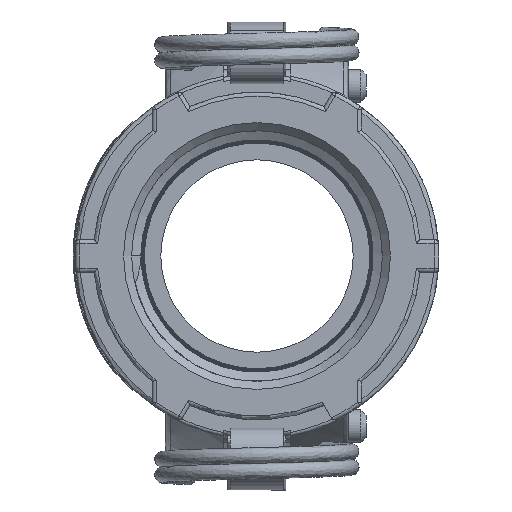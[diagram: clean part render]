
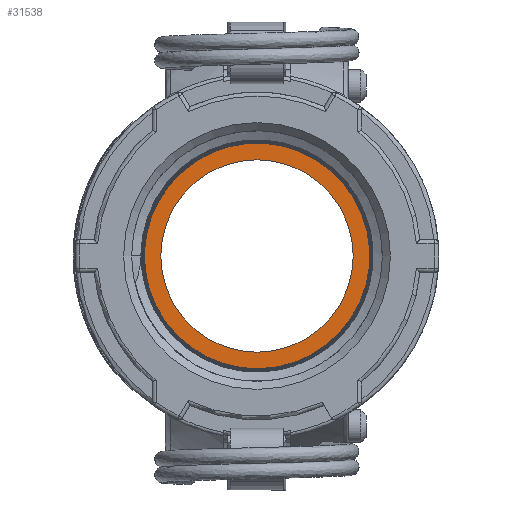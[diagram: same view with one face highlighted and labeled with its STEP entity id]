
A CAD part, left-side view. The second image highlights one B-rep face of the part: STEP entity #31538.
In plain terms, the highlighted planar face has unit normal (-1, 0, 0).
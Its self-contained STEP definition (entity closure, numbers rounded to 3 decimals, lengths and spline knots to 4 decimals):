
#6475=PLANE('',#33484);
#7327=FACE_BOUND('',#11172,.T.);
#7592=B_SPLINE_CURVE_WITH_KNOTS('',3,(#44197,#44198,#44199,#44200,#44201,
#44202,#44203,#44204,#44205,#44206,#44207,#44208,#44209,#44210,#44211,#44212,
#44213,#44214,#44215),.UNSPECIFIED.,.F.,.F.,(4,3,3,3,3,3,4),(0.,1.0795,
2.1744,3.2842,4.4083,5.5476,6.0688),
 .UNSPECIFIED.);
#7594=B_SPLINE_CURVE_WITH_KNOTS('',3,(#44349,#44350,#44351,#44352,#44353,
#44354,#44355,#44356,#44357,#44358,#44359,#44360,#44361,#44362,#44363,#44364,
#44365,#44366,#44367),.UNSPECIFIED.,.F.,.F.,(4,3,3,3,3,3,4),(0.2643,
1.4177,2.5563,3.6797,4.7892,5.8834,
6.582),.UNSPECIFIED.);
#7595=B_SPLINE_CURVE_WITH_KNOTS('',3,(#44368,#44369,#44370,#44371),
 .UNSPECIFIED.,.F.,.F.,(4,4),(0.,0.9348),.UNSPECIFIED.);
#9349=FACE_OUTER_BOUND('',#11171,.T.);
#11171=EDGE_LOOP('',(#22158,#22159,#22160,#22161));
#11172=EDGE_LOOP('',(#22162));
#13192=CIRCLE('',#33481,0.9146);
#13194=CIRCLE('',#33485,0.725);
#13898=VERTEX_POINT('',#42867);
#13899=VERTEX_POINT('',#43241);
#13901=VERTEX_POINT('',#44196);
#13902=VERTEX_POINT('',#44348);
#13903=VERTEX_POINT('',#44372);
#17172=EDGE_CURVE('',#13899,#13898,#13192,.T.);
#17177=EDGE_CURVE('',#13901,#13899,#7592,.T.);
#17179=EDGE_CURVE('',#13898,#13902,#7594,.T.);
#17180=EDGE_CURVE('',#13902,#13901,#7595,.T.);
#17181=EDGE_CURVE('',#13903,#13903,#13194,.T.);
#22158=ORIENTED_EDGE('',*,*,#17172,.T.);
#22159=ORIENTED_EDGE('',*,*,#17179,.T.);
#22160=ORIENTED_EDGE('',*,*,#17180,.T.);
#22161=ORIENTED_EDGE('',*,*,#17177,.T.);
#22162=ORIENTED_EDGE('',*,*,#17181,.T.);
#31538=ADVANCED_FACE('',(#9349,#7327),#6475,.T.);
#33481=AXIS2_PLACEMENT_3D('',#43242,#35866,#35867);
#33484=AXIS2_PLACEMENT_3D('',#44347,#35873,#35874);
#33485=AXIS2_PLACEMENT_3D('',#44373,#35875,#35876);
#35866=DIRECTION('center_axis',(-1.,0.,0.));
#35867=DIRECTION('ref_axis',(0.,1.,0.));
#35873=DIRECTION('center_axis',(-1.,0.,0.));
#35874=DIRECTION('ref_axis',(0.,0.,1.));
#35875=DIRECTION('center_axis',(1.,0.,0.));
#35876=DIRECTION('ref_axis',(0.,1.,0.));
#42867=CARTESIAN_POINT('',(0.17,-0.6893,-0.6011));
#43241=CARTESIAN_POINT('',(0.17,-0.4521,-0.795));
#43242=CARTESIAN_POINT('Origin',(0.17,0.,
0.));
#44196=CARTESIAN_POINT('',(0.17,0.6929,0.4899));
#44197=CARTESIAN_POINT('Ctrl Pts',(0.17,0.6929,
0.4899));
#44198=CARTESIAN_POINT('Ctrl Pts',(0.17,0.778,
0.3766));
#44199=CARTESIAN_POINT('Ctrl Pts',(0.17,0.8338,
0.2424));
#44200=CARTESIAN_POINT('Ctrl Pts',(0.17,0.8546,
0.1028));
#44201=CARTESIAN_POINT('Ctrl Pts',(0.17,0.8757,
-0.0387));
#44202=CARTESIAN_POINT('Ctrl Pts',(0.17,0.8607,-0.186));
#44203=CARTESIAN_POINT('Ctrl Pts',(0.17,0.8119,
-0.3205));
#44204=CARTESIAN_POINT('Ctrl Pts',(0.17,0.7625,
-0.4568));
#44205=CARTESIAN_POINT('Ctrl Pts',(0.17,0.6782,
-0.5808));
#44206=CARTESIAN_POINT('Ctrl Pts',(0.17,0.5696,
-0.6773));
#44207=CARTESIAN_POINT('Ctrl Pts',(0.17,0.4596,
-0.7751));
#44208=CARTESIAN_POINT('Ctrl Pts',(0.17,0.3248,
-0.8448));
#44209=CARTESIAN_POINT('Ctrl Pts',(0.17,0.1813,-0.8786));
#44210=CARTESIAN_POINT('Ctrl Pts',(0.17,0.0359,
-0.9127));
#44211=CARTESIAN_POINT('Ctrl Pts',(0.17,-0.1178,-0.9098));
#44212=CARTESIAN_POINT('Ctrl Pts',(0.17,-0.2619,
-0.8706));
#44213=CARTESIAN_POINT('Ctrl Pts',(0.17,-0.3278,
-0.8527));
#44214=CARTESIAN_POINT('Ctrl Pts',(0.17,-0.3918,
-0.8272));
#44215=CARTESIAN_POINT('Ctrl Pts',(0.17,-0.4521,
-0.795));
#44347=CARTESIAN_POINT('Origin',(0.17,0.835,0.));
#44348=CARTESIAN_POINT('',(0.17,0.423,0.7354));
#44349=CARTESIAN_POINT('Ctrl Pts',(0.17,-0.6893,
-0.6011));
#44350=CARTESIAN_POINT('Ctrl Pts',(0.17,-0.7854,
-0.485));
#44351=CARTESIAN_POINT('Ctrl Pts',(0.17,-0.8523,
-0.3444));
#44352=CARTESIAN_POINT('Ctrl Pts',(0.17,-0.8813,
-0.1966));
#44353=CARTESIAN_POINT('Ctrl Pts',(0.17,-0.9099,
-0.0508));
#44354=CARTESIAN_POINT('Ctrl Pts',(0.17,-0.9016,
0.1026));
#44355=CARTESIAN_POINT('Ctrl Pts',(0.17,-0.857,
0.2447));
#44356=CARTESIAN_POINT('Ctrl Pts',(0.17,-0.8129,
0.3849));
#44357=CARTESIAN_POINT('Ctrl Pts',(0.17,-0.7335,0.5138));
#44358=CARTESIAN_POINT('Ctrl Pts',(0.17,-0.6278,
0.6159));
#44359=CARTESIAN_POINT('Ctrl Pts',(0.17,-0.5234,
0.7168));
#44360=CARTESIAN_POINT('Ctrl Pts',(0.17,-0.3936,
0.7911));
#44361=CARTESIAN_POINT('Ctrl Pts',(0.17,-0.2542,
0.8297));
#44362=CARTESIAN_POINT('Ctrl Pts',(0.17,-0.1166,
0.8678));
#44363=CARTESIAN_POINT('Ctrl Pts',(0.17,0.0309,
0.8713));
#44364=CARTESIAN_POINT('Ctrl Pts',(0.17,0.1704,
0.8389));
#44365=CARTESIAN_POINT('Ctrl Pts',(0.17,0.2595,
0.8182));
#44366=CARTESIAN_POINT('Ctrl Pts',(0.17,0.3449,
0.7831));
#44367=CARTESIAN_POINT('Ctrl Pts',(0.17,0.423,0.7354));
#44368=CARTESIAN_POINT('Ctrl Pts',(0.17,0.423,
0.7354));
#44369=CARTESIAN_POINT('Ctrl Pts',(0.17,0.5294,
0.6743));
#44370=CARTESIAN_POINT('Ctrl Pts',(0.17,0.622,
0.5899));
#44371=CARTESIAN_POINT('Ctrl Pts',(0.17,0.6929,0.4899));
#44372=CARTESIAN_POINT('',(0.17,0.725,0.));
#44373=CARTESIAN_POINT('Origin',(0.17,0.,
0.));
